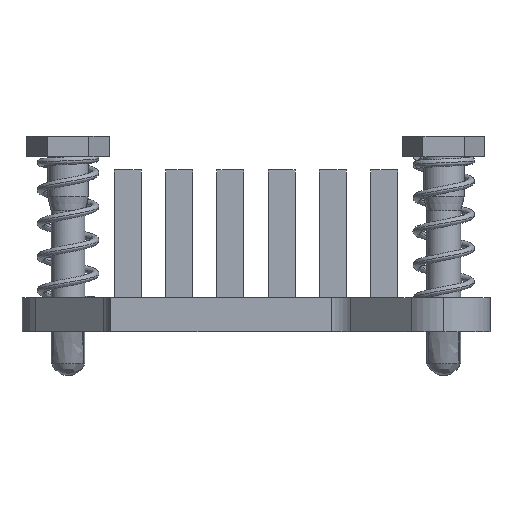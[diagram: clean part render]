
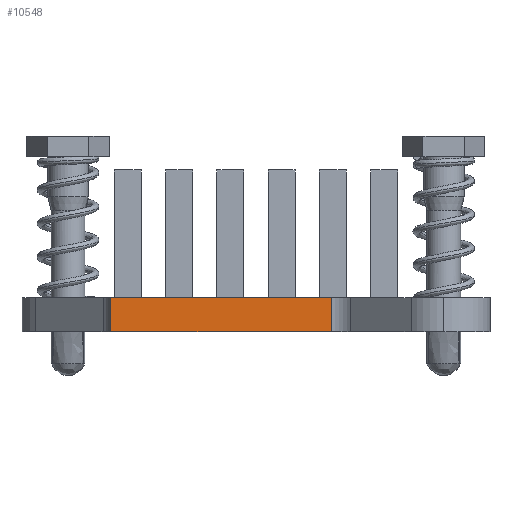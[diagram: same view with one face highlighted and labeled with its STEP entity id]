
A CAD part, left-side view. The second image highlights one B-rep face of the part: STEP entity #10548.
In plain terms, the highlighted planar face has unit normal (-1, 0, 0).
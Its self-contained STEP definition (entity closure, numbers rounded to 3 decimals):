
#1502 = PLANE('',#1503);
#1503 = AXIS2_PLACEMENT_3D('',#1504,#1505,#1506);
#1504 = CARTESIAN_POINT('',(-20.,-20.,2.54));
#1505 = DIRECTION('',(0.,0.,-1.));
#1506 = DIRECTION('',(1.,0.,0.));
#2679 = VERTEX_POINT('',#2680);
#2680 = CARTESIAN_POINT('',(-11.25,-5.572,2.54));
#2695 = CYLINDRICAL_SURFACE('',#2696,2.);
#2696 = AXIS2_PLACEMENT_3D('',#2697,#2698,#2699);
#2697 = CARTESIAN_POINT('',(-13.25,-5.572,0.));
#2698 = DIRECTION('',(0.,0.,-1.));
#2699 = DIRECTION('',(1.,0.,0.));
#2707 = EDGE_CURVE('',#2679,#2708,#2710,.T.);
#2708 = VERTEX_POINT('',#2709);
#2709 = CARTESIAN_POINT('',(-11.25,10.75,2.54));
#2710 = SURFACE_CURVE('',#2711,(#2715,#2722),.PCURVE_S1.);
#2711 = LINE('',#2712,#2713);
#2712 = CARTESIAN_POINT('',(-11.25,-20.,2.54));
#2713 = VECTOR('',#2714,1.);
#2714 = DIRECTION('',(0.,1.,-0.));
#2715 = PCURVE('',#1502,#2716);
#2716 = DEFINITIONAL_REPRESENTATION('',(#2717),#2721);
#2717 = LINE('',#2718,#2719);
#2718 = CARTESIAN_POINT('',(8.75,0.));
#2719 = VECTOR('',#2720,1.);
#2720 = DIRECTION('',(0.,-1.));
#2721 = ( GEOMETRIC_REPRESENTATION_CONTEXT(2) 
PARAMETRIC_REPRESENTATION_CONTEXT() REPRESENTATION_CONTEXT('2D SPACE',''
  ) );
#2722 = PCURVE('',#2723,#2728);
#2723 = PLANE('',#2724);
#2724 = AXIS2_PLACEMENT_3D('',#2725,#2726,#2727);
#2725 = CARTESIAN_POINT('',(-11.25,10.75,0.));
#2726 = DIRECTION('',(-1.,0.,0.));
#2727 = DIRECTION('',(0.,0.,-1.));
#2728 = DEFINITIONAL_REPRESENTATION('',(#2729),#2733);
#2729 = LINE('',#2730,#2731);
#2730 = CARTESIAN_POINT('',(-2.54,30.75));
#2731 = VECTOR('',#2732,1.);
#2732 = DIRECTION('',(0.,-1.));
#2733 = ( GEOMETRIC_REPRESENTATION_CONTEXT(2) 
PARAMETRIC_REPRESENTATION_CONTEXT() REPRESENTATION_CONTEXT('2D SPACE',''
  ) );
#2751 = PLANE('',#2752);
#2752 = AXIS2_PLACEMENT_3D('',#2753,#2754,#2755);
#2753 = CARTESIAN_POINT('',(-11.25,10.75,0.));
#2754 = DIRECTION('',(0.,1.,0.));
#2755 = DIRECTION('',(-1.,0.,0.));
#9872 = PLANE('',#9873);
#9873 = AXIS2_PLACEMENT_3D('',#9874,#9875,#9876);
#9874 = CARTESIAN_POINT('',(-20.,-20.,0.));
#9875 = DIRECTION('',(0.,0.,1.));
#9876 = DIRECTION('',(-1.,-0.,0.));
#10453 = EDGE_CURVE('',#10454,#2679,#10456,.T.);
#10454 = VERTEX_POINT('',#10455);
#10455 = CARTESIAN_POINT('',(-11.25,-5.572,0.));
#10456 = SURFACE_CURVE('',#10457,(#10461,#10468),.PCURVE_S1.);
#10457 = LINE('',#10458,#10459);
#10458 = CARTESIAN_POINT('',(-11.25,-5.572,2.54));
#10459 = VECTOR('',#10460,1.);
#10460 = DIRECTION('',(0.,0.,1.));
#10461 = PCURVE('',#2695,#10462);
#10462 = DEFINITIONAL_REPRESENTATION('',(#10463),#10467);
#10463 = LINE('',#10464,#10465);
#10464 = CARTESIAN_POINT('',(0.,-2.54));
#10465 = VECTOR('',#10466,1.);
#10466 = DIRECTION('',(0.,-1.));
#10467 = ( GEOMETRIC_REPRESENTATION_CONTEXT(2) 
PARAMETRIC_REPRESENTATION_CONTEXT() REPRESENTATION_CONTEXT('2D SPACE',''
  ) );
#10468 = PCURVE('',#2723,#10469);
#10469 = DEFINITIONAL_REPRESENTATION('',(#10470),#10474);
#10470 = LINE('',#10471,#10472);
#10471 = CARTESIAN_POINT('',(-2.54,16.322));
#10472 = VECTOR('',#10473,1.);
#10473 = DIRECTION('',(-1.,0.));
#10474 = ( GEOMETRIC_REPRESENTATION_CONTEXT(2) 
PARAMETRIC_REPRESENTATION_CONTEXT() REPRESENTATION_CONTEXT('2D SPACE',''
  ) );
#10506 = VERTEX_POINT('',#10507);
#10507 = CARTESIAN_POINT('',(-11.25,10.75,0.));
#10528 = EDGE_CURVE('',#10506,#2708,#10529,.T.);
#10529 = SURFACE_CURVE('',#10530,(#10534,#10541),.PCURVE_S1.);
#10530 = LINE('',#10531,#10532);
#10531 = CARTESIAN_POINT('',(-11.25,10.75,0.));
#10532 = VECTOR('',#10533,1.);
#10533 = DIRECTION('',(0.,0.,1.));
#10534 = PCURVE('',#2751,#10535);
#10535 = DEFINITIONAL_REPRESENTATION('',(#10536),#10540);
#10536 = LINE('',#10537,#10538);
#10537 = CARTESIAN_POINT('',(0.,0.));
#10538 = VECTOR('',#10539,1.);
#10539 = DIRECTION('',(0.,1.));
#10540 = ( GEOMETRIC_REPRESENTATION_CONTEXT(2) 
PARAMETRIC_REPRESENTATION_CONTEXT() REPRESENTATION_CONTEXT('2D SPACE',''
  ) );
#10541 = PCURVE('',#2723,#10542);
#10542 = DEFINITIONAL_REPRESENTATION('',(#10543),#10547);
#10543 = LINE('',#10544,#10545);
#10544 = CARTESIAN_POINT('',(0.,0.));
#10545 = VECTOR('',#10546,1.);
#10546 = DIRECTION('',(-1.,0.));
#10547 = ( GEOMETRIC_REPRESENTATION_CONTEXT(2) 
PARAMETRIC_REPRESENTATION_CONTEXT() REPRESENTATION_CONTEXT('2D SPACE',''
  ) );
#10548 = ADVANCED_FACE('',(#10549),#2723,.T.);
#10549 = FACE_BOUND('',#10550,.T.);
#10550 = EDGE_LOOP('',(#10551,#10572,#10573,#10574));
#10551 = ORIENTED_EDGE('',*,*,#10552,.T.);
#10552 = EDGE_CURVE('',#10506,#10454,#10553,.T.);
#10553 = SURFACE_CURVE('',#10554,(#10558,#10565),.PCURVE_S1.);
#10554 = LINE('',#10555,#10556);
#10555 = CARTESIAN_POINT('',(-11.25,10.75,0.));
#10556 = VECTOR('',#10557,1.);
#10557 = DIRECTION('',(0.,-1.,0.));
#10558 = PCURVE('',#2723,#10559);
#10559 = DEFINITIONAL_REPRESENTATION('',(#10560),#10564);
#10560 = LINE('',#10561,#10562);
#10561 = CARTESIAN_POINT('',(0.,0.));
#10562 = VECTOR('',#10563,1.);
#10563 = DIRECTION('',(0.,1.));
#10564 = ( GEOMETRIC_REPRESENTATION_CONTEXT(2) 
PARAMETRIC_REPRESENTATION_CONTEXT() REPRESENTATION_CONTEXT('2D SPACE',''
  ) );
#10565 = PCURVE('',#9872,#10566);
#10566 = DEFINITIONAL_REPRESENTATION('',(#10567),#10571);
#10567 = LINE('',#10568,#10569);
#10568 = CARTESIAN_POINT('',(-8.75,-30.75));
#10569 = VECTOR('',#10570,1.);
#10570 = DIRECTION('',(0.,1.));
#10571 = ( GEOMETRIC_REPRESENTATION_CONTEXT(2) 
PARAMETRIC_REPRESENTATION_CONTEXT() REPRESENTATION_CONTEXT('2D SPACE',''
  ) );
#10572 = ORIENTED_EDGE('',*,*,#10453,.T.);
#10573 = ORIENTED_EDGE('',*,*,#2707,.T.);
#10574 = ORIENTED_EDGE('',*,*,#10528,.F.);
